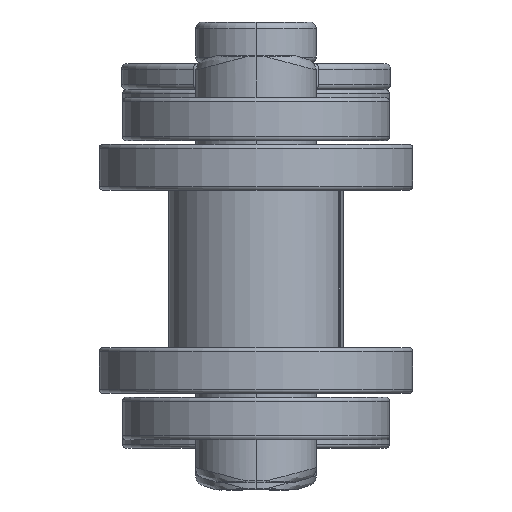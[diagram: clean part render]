
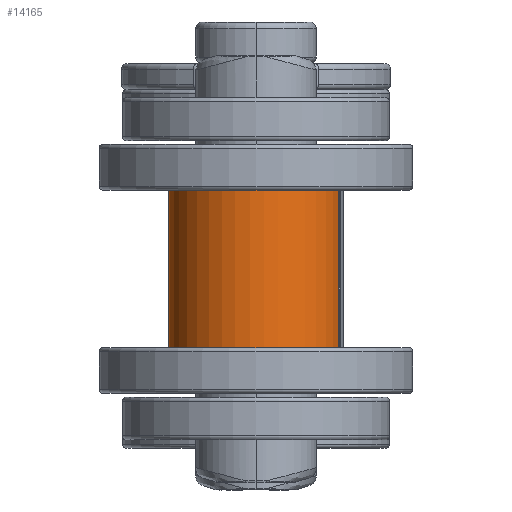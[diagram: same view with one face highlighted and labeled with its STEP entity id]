
A CAD part, left-side view. The second image highlights one B-rep face of the part: STEP entity #14165.
In plain terms, the highlighted cylindrical face has radius 1.651 mm (diameter 3.302 mm), a partial arc.
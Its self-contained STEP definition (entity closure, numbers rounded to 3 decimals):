
#508 = AXIS2_PLACEMENT_3D ( 'NONE', #8337, #19408, #3539 ) ;
#536 = VERTEX_POINT ( 'NONE', #12013 ) ;
#985 = AXIS2_PLACEMENT_3D ( 'NONE', #8772, #13349, #4126 ) ;
#1072 = CARTESIAN_POINT ( 'NONE',  ( -3.175, 0., -0.787 ) ) ;
#1114 = EDGE_CURVE ( 'NONE', #536, #19122, #11085, .T. ) ;
#1294 = VERTEX_POINT ( 'NONE', #11706 ) ;
#1994 = CARTESIAN_POINT ( 'NONE',  ( -2.703, 1.582, 0.006 ) ) ;
#2129 = DIRECTION ( 'NONE',  ( 0., 0., -1. ) ) ;
#2385 = CARTESIAN_POINT ( 'NONE',  ( -3.175, 1.651, -3.924 ) ) ;
#3458 = CIRCLE ( 'NONE', #7095, 1.651 ) ;
#3539 = DIRECTION ( 'NONE',  ( 0., -1., 0. ) ) ;
#4126 = DIRECTION ( 'NONE',  ( 0.286, 0.958, 0. ) ) ;
#4453 = CARTESIAN_POINT ( 'NONE',  ( -3.175, 0., -0.787 ) ) ;
#4723 = CARTESIAN_POINT ( 'NONE',  ( -3.684, -1.571, 0.006 ) ) ;
#4875 = VERTEX_POINT ( 'NONE', #5837 ) ;
#5837 = CARTESIAN_POINT ( 'NONE',  ( -3.175, 1.651, -0.787 ) ) ;
#6209 = EDGE_CURVE ( 'NONE', #536, #4875, #3458, .T. ) ;
#7050 = CIRCLE ( 'NONE', #9092, 1.651 ) ;
#7095 = AXIS2_PLACEMENT_3D ( 'NONE', #1072, #10780, #9048 ) ;
#7305 = ORIENTED_EDGE ( 'NONE', *, *, #1114, .T. ) ;
#7831 = ORIENTED_EDGE ( 'NONE', *, *, #18909, .T. ) ;
#8165 = CIRCLE ( 'NONE', #508, 1.651 ) ;
#8337 = CARTESIAN_POINT ( 'NONE',  ( -3.175, 0., -3.924 ) ) ;
#8452 = CARTESIAN_POINT ( 'NONE',  ( -3.175, 0., -3.924 ) ) ;
#8682 = EDGE_CURVE ( 'NONE', #18867, #1294, #15955, .T. ) ;
#8772 = CARTESIAN_POINT ( 'NONE',  ( -3.175, 0., 0.006 ) ) ;
#9048 = DIRECTION ( 'NONE',  ( -1., 0., 0. ) ) ;
#9092 = AXIS2_PLACEMENT_3D ( 'NONE', #8452, #16273, #11583 ) ;
#9358 = FACE_OUTER_BOUND ( 'NONE', #14847, .T. ) ;
#10577 = VECTOR ( 'NONE', #2129, 1000. ) ;
#10780 = DIRECTION ( 'NONE',  ( 0., 0., 1. ) ) ;
#11085 = LINE ( 'NONE', #1994, #10577 ) ;
#11111 = ORIENTED_EDGE ( 'NONE', *, *, #8682, .T. ) ;
#11583 = DIRECTION ( 'NONE',  ( 0., -1., 0. ) ) ;
#11706 = CARTESIAN_POINT ( 'NONE',  ( -3.684, -1.571, -0.787 ) ) ;
#11753 = VECTOR ( 'NONE', #17371, 1000. ) ;
#12013 = CARTESIAN_POINT ( 'NONE',  ( -2.703, 1.582, -0.787 ) ) ;
#12293 = DIRECTION ( 'NONE',  ( -1., 0., 0. ) ) ;
#13264 = CARTESIAN_POINT ( 'NONE',  ( -2.703, 1.582, -3.924 ) ) ;
#13341 = EDGE_CURVE ( 'NONE', #4875, #1294, #17790, .T. ) ;
#13349 = DIRECTION ( 'NONE',  ( 0., 0., -1. ) ) ;
#13856 = AXIS2_PLACEMENT_3D ( 'NONE', #4453, #20190, #12293 ) ;
#14165 = ADVANCED_FACE ( 'NONE', ( #9358 ), #17044, .T. ) ;
#14168 = VERTEX_POINT ( 'NONE', #2385 ) ;
#14847 = EDGE_LOOP ( 'NONE', ( #16569, #7305, #16312, #7831, #11111, #15876 ) ) ;
#15876 = ORIENTED_EDGE ( 'NONE', *, *, #13341, .F. ) ;
#15955 = LINE ( 'NONE', #4723, #11753 ) ;
#16150 = CARTESIAN_POINT ( 'NONE',  ( -3.684, -1.571, -3.924 ) ) ;
#16273 = DIRECTION ( 'NONE',  ( 0., 0., 1. ) ) ;
#16312 = ORIENTED_EDGE ( 'NONE', *, *, #17182, .T. ) ;
#16569 = ORIENTED_EDGE ( 'NONE', *, *, #6209, .F. ) ;
#17044 = CYLINDRICAL_SURFACE ( 'NONE', #985, 1.651 ) ;
#17182 = EDGE_CURVE ( 'NONE', #19122, #14168, #7050, .T. ) ;
#17371 = DIRECTION ( 'NONE',  ( 0., 0., 1. ) ) ;
#17790 = CIRCLE ( 'NONE', #13856, 1.651 ) ;
#18867 = VERTEX_POINT ( 'NONE', #16150 ) ;
#18909 = EDGE_CURVE ( 'NONE', #14168, #18867, #8165, .T. ) ;
#19122 = VERTEX_POINT ( 'NONE', #13264 ) ;
#19408 = DIRECTION ( 'NONE',  ( 0., 0., 1. ) ) ;
#20190 = DIRECTION ( 'NONE',  ( 0., 0., 1. ) ) ;
